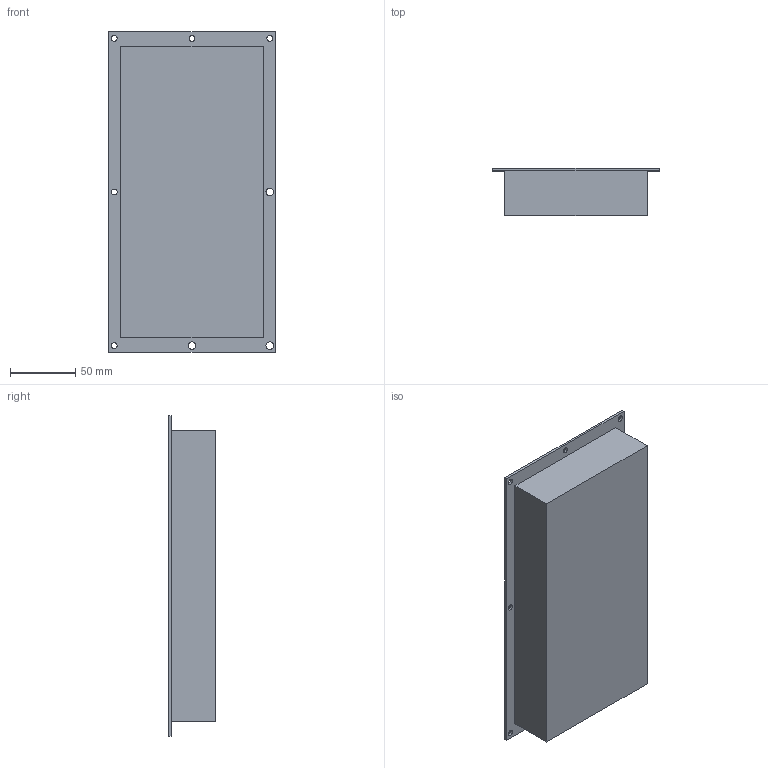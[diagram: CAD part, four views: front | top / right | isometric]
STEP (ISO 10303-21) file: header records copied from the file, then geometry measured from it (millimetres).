
FILE_DESCRIPTION((''),'2;1');
FILE_NAME('000','2022-01-09T15:25:58',('Y'),('FoxCAVITY'),'CREO PARAMETRIC BY PTC INC, 2020454','CREO PARAMETRIC BY PTC INC, 2020454','');
FILE_SCHEMA(('CONFIG_CONTROL_DESIGN'));
Length unit declared in the file: millimetre
Products named in the file (1): 000
Bounding box: 127 x 36 x 245 mm (x, y, z)
Volume: 107116.4 mm3; surface area: 108845.8 mm2
Topology: 1 solids, 1 shells, 62 faces, 144 edges, 92 vertices
Faces by surface type: cylinder 28, plane 22, cone 12
Entity records: 1850 total; most frequent: DIRECTION 336, CARTESIAN_POINT 298, ORIENTED_EDGE 288, EDGE_CURVE 144, AXIS2_PLACEMENT_3D 130, VERTEX_POINT 92, EDGE_LOOP 86, VECTOR 76
